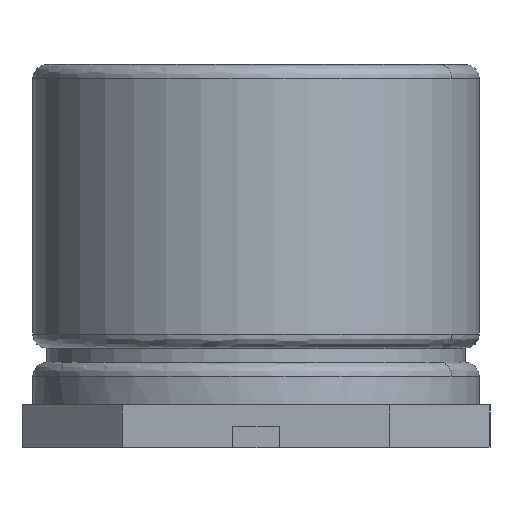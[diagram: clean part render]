
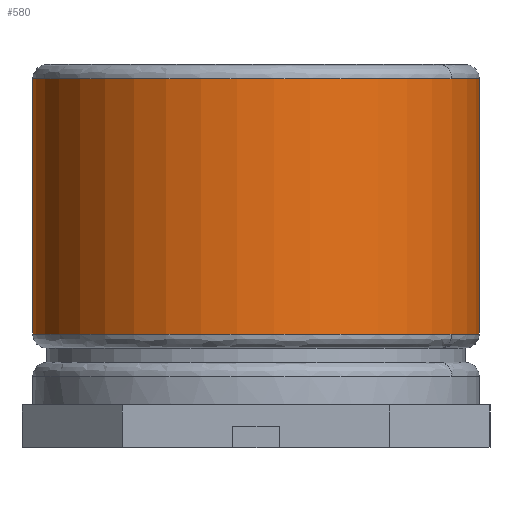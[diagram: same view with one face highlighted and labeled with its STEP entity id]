
A CAD part, left-side view. The second image highlights one B-rep face of the part: STEP entity #580.
In plain terms, the highlighted cylindrical face has radius 3.15 mm (diameter 6.3 mm), a partial arc.
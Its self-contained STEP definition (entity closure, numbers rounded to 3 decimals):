
#96 = VERTEX_POINT('',#97);
#97 = CARTESIAN_POINT('',(0.,-3.15,1.6));
#134 = VERTEX_POINT('',#135);
#135 = CARTESIAN_POINT('',(-1.51,-2.764,1.6));
#142 = EDGE_CURVE('',#134,#96,#143,.T.);
#143 = CIRCLE('',#144,3.15);
#144 = AXIS2_PLACEMENT_3D('',#145,#146,#147);
#145 = CARTESIAN_POINT('',(0.,0.,1.6));
#146 = DIRECTION('',(0.,0.,1.));
#147 = DIRECTION('',(0.479,0.878,0.));
#190 = VERTEX_POINT('',#191);
#191 = CARTESIAN_POINT('',(0.,-3.15,5.2));
#198 = EDGE_CURVE('',#199,#190,#201,.T.);
#199 = VERTEX_POINT('',#200);
#200 = CARTESIAN_POINT('',(-1.51,-2.764,5.2));
#201 = CIRCLE('',#202,3.15);
#202 = AXIS2_PLACEMENT_3D('',#203,#204,#205);
#203 = CARTESIAN_POINT('',(0.,0.,5.2));
#204 = DIRECTION('',(0.,0.,1.));
#205 = DIRECTION('',(0.479,0.878,0.));
#350 = EDGE_CURVE('',#190,#96,#351,.T.);
#351 = LINE('',#352,#353);
#352 = CARTESIAN_POINT('',(0.,-3.15,5.2));
#353 = VECTOR('',#354,1.);
#354 = DIRECTION('',(0.,0.,-1.));
#358 = VERTEX_POINT('',#359);
#359 = CARTESIAN_POINT('',(0.,3.15,1.6));
#366 = EDGE_CURVE('',#367,#358,#369,.T.);
#367 = VERTEX_POINT('',#368);
#368 = CARTESIAN_POINT('',(0.,3.15,5.2));
#369 = LINE('',#370,#371);
#370 = CARTESIAN_POINT('',(0.,3.15,5.2));
#371 = VECTOR('',#372,1.);
#372 = DIRECTION('',(0.,0.,-1.));
#552 = EDGE_CURVE('',#367,#199,#553,.T.);
#553 = CIRCLE('',#554,3.15);
#554 = AXIS2_PLACEMENT_3D('',#555,#556,#557);
#555 = CARTESIAN_POINT('',(0.,0.,5.2));
#556 = DIRECTION('',(0.,0.,1.));
#557 = DIRECTION('',(0.479,0.878,0.));
#580 = ADVANCED_FACE('',(#581),#595,.T.);
#581 = FACE_BOUND('',#582,.T.);
#582 = EDGE_LOOP('',(#583,#584,#585,#586,#587,#594));
#583 = ORIENTED_EDGE('',*,*,#350,.F.);
#584 = ORIENTED_EDGE('',*,*,#198,.F.);
#585 = ORIENTED_EDGE('',*,*,#552,.F.);
#586 = ORIENTED_EDGE('',*,*,#366,.T.);
#587 = ORIENTED_EDGE('',*,*,#588,.T.);
#588 = EDGE_CURVE('',#358,#134,#589,.T.);
#589 = CIRCLE('',#590,3.15);
#590 = AXIS2_PLACEMENT_3D('',#591,#592,#593);
#591 = CARTESIAN_POINT('',(0.,0.,1.6));
#592 = DIRECTION('',(0.,0.,1.));
#593 = DIRECTION('',(0.479,0.878,0.));
#594 = ORIENTED_EDGE('',*,*,#142,.T.);
#595 = CYLINDRICAL_SURFACE('',#596,3.15);
#596 = AXIS2_PLACEMENT_3D('',#597,#598,#599);
#597 = CARTESIAN_POINT('',(0.,0.,5.2));
#598 = DIRECTION('',(0.,0.,-1.));
#599 = DIRECTION('',(0.,1.,0.));
